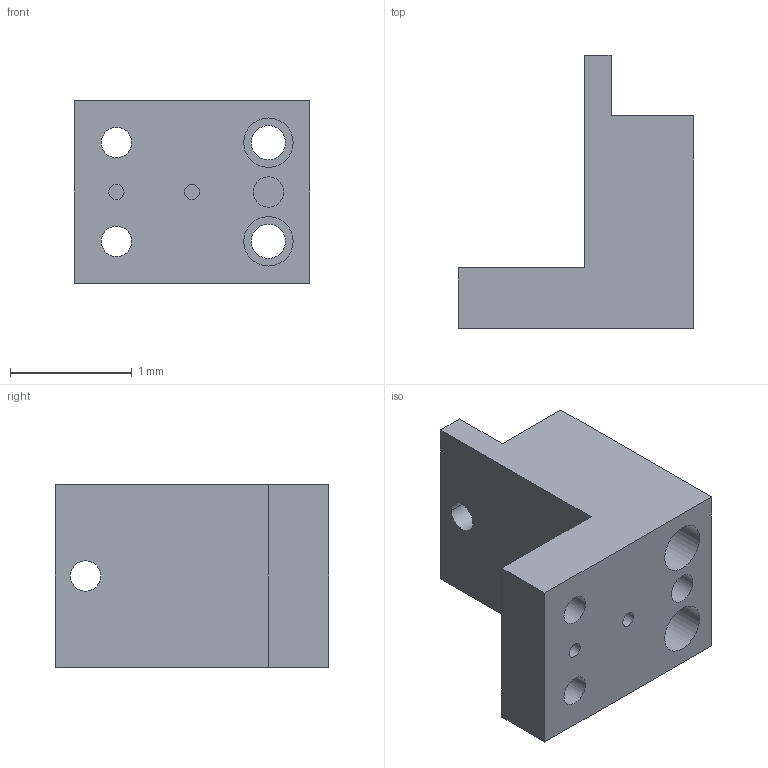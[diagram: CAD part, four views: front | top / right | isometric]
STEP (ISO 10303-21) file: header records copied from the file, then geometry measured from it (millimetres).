
FILE_DESCRIPTION(('produced by SPATIAL CORP'),'2;1');
FILE_NAME( 'spacer1_66.hh.sat.stp','2002-04-19T11:21:58+00:00',('SPATIAL CORP'),( 'SPATIAL CORP'),'ACIS STEP Husk','http://www.spatial.com', 'SPATIAL CORP');
FILE_SCHEMA(('CONFIG_CONTROL_DESIGN'));
Length unit declared in the file: millimetre
Products named in the file (1): PRODUCT_ID_1
Bounding box: 1.94 x 2.25 x 1.5 mm (x, y, z)
Volume: 2.8 mm3; surface area: 22.2 mm2
Topology: 1 solids, 1 shells, 35 faces, 84 edges, 56 vertices
Faces by surface type: cylinder 20, plane 15
Entity records: 993 total; most frequent: ORIENTED_EDGE 168, CARTESIAN_POINT 145, DIRECTION 134, EDGE_CURVE 84, VERTEX_POINT 56, EDGE_LOOP 50, FACE_BOUND 50, AXIS2_PLACEMENT_3D 45
